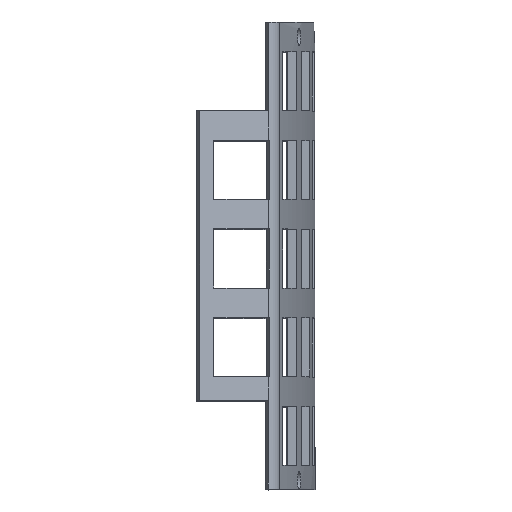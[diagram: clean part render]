
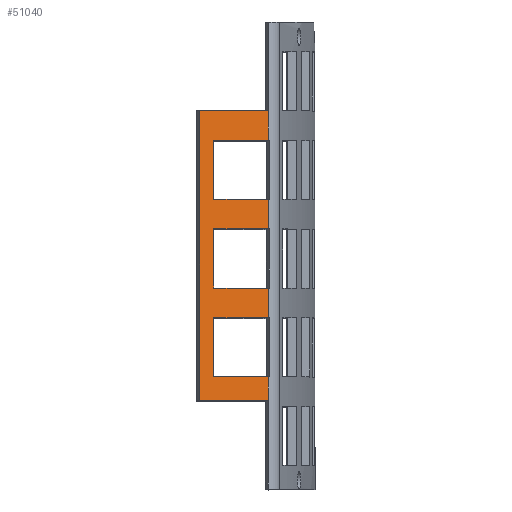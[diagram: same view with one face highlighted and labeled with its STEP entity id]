
A CAD part, top view. The second image highlights one B-rep face of the part: STEP entity #51040.
In plain terms, the highlighted planar face has unit normal (0.342, 0, 0.94).
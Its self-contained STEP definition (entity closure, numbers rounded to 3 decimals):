
#8900=CARTESIAN_POINT('',(158.613,-5.5,46.39));
#8910=VERTEX_POINT('',#8900);
#9070=CARTESIAN_POINT('',(158.613,4.5,46.39));
#9080=VERTEX_POINT('',#9070);
#9110=CARTESIAN_POINT('',(158.613,0.,46.39));
#9120=DIRECTION('',(0.,-1.,0.));
#9130=VECTOR('',#9120,1.);
#9140=LINE('',#9110,#9130);
#9150=CARTESIAN_POINT('',(158.613,9.5,46.39));
#9160=VERTEX_POINT('',#9150);
#9170=EDGE_CURVE('',#9160,#9080,#9140,.T.);
#9410=CARTESIAN_POINT('',(158.613,19.5,46.39));
#9420=VERTEX_POINT('',#9410);
#9450=CARTESIAN_POINT('',(158.613,0.,46.39));
#9460=DIRECTION('',(0.,-1.,0.));
#9470=VECTOR('',#9460,1.);
#9480=LINE('',#9450,#9470);
#9490=CARTESIAN_POINT('',(158.613,24.5,46.39));
#9500=VERTEX_POINT('',#9490);
#9510=EDGE_CURVE('',#9500,#9420,#9480,.T.);
#9810=CARTESIAN_POINT('',(158.613,-24.5,46.39));
#9820=VERTEX_POINT('',#9810);
#9850=CARTESIAN_POINT('',(158.613,0.,46.39));
#9860=DIRECTION('',(0.,-1.,0.));
#9870=VECTOR('',#9860,1.);
#9880=LINE('',#9850,#9870);
#9890=CARTESIAN_POINT('',(158.613,-20.5,46.39));
#9900=VERTEX_POINT('',#9890);
#9910=EDGE_CURVE('',#9900,#9820,#9880,.T.);
#10150=CARTESIAN_POINT('',(158.613,-10.5,46.39));
#10160=VERTEX_POINT('',#10150);
#10190=CARTESIAN_POINT('',(158.613,0.,46.39));
#10200=DIRECTION('',(0.,-1.,0.));
#10210=VECTOR('',#10200,1.);
#10220=LINE('',#10190,#10210);
#10230=EDGE_CURVE('',#8910,#10160,#10220,.T.);
#50050=CARTESIAN_POINT('',(147.036,0.,50.604));
#50060=DIRECTION('',(-0.342,0.,-0.94));
#50070=DIRECTION('',(0.94,0.,-0.342));
#50080=AXIS2_PLACEMENT_3D('',#50050,#50060,#50070);
#50090=PLANE('',#50080);
#50100=ORIENTED_EDGE('',*,*,#10230,.F.);
#50110=CARTESIAN_POINT('',(153.999,-10.5,48.07));
#50120=DIRECTION('',(-0.94,0.,
0.342));
#50130=VECTOR('',#50120,1.);
#50140=LINE('',#50110,#50130);
#50150=CARTESIAN_POINT('',(149.385,-10.5,49.749));
#50160=VERTEX_POINT('',#50150);
#50170=EDGE_CURVE('',#10160,#50160,#50140,.T.);
#50180=ORIENTED_EDGE('',*,*,#50170,.F.);
#50190=CARTESIAN_POINT('',(149.385,-15.5,49.749));
#50200=DIRECTION('',(0.,1.,0.));
#50210=VECTOR('',#50200,1.);
#50220=LINE('',#50190,#50210);
#50230=CARTESIAN_POINT('',(149.385,-20.5,49.749));
#50240=VERTEX_POINT('',#50230);
#50250=EDGE_CURVE('',#50240,#50160,#50220,.T.);
#50260=ORIENTED_EDGE('',*,*,#50250,.T.);
#50270=CARTESIAN_POINT('',(153.999,-20.5,48.07));
#50280=DIRECTION('',(-0.94,0.,
0.342));
#50290=VECTOR('',#50280,1.);
#50300=LINE('',#50270,#50290);
#50310=EDGE_CURVE('',#9900,#50240,#50300,.T.);
#50320=ORIENTED_EDGE('',*,*,#50310,.T.);
#50330=ORIENTED_EDGE('',*,*,#9910,.F.);
#50340=CARTESIAN_POINT('',(152.825,-24.5,48.497));
#50350=DIRECTION('',(0.94,0.,-0.342));
#50360=VECTOR('',#50350,1.);
#50370=LINE('',#50340,#50360);
#50380=CARTESIAN_POINT('',(147.036,-24.5,50.604));
#50390=VERTEX_POINT('',#50380);
#50400=EDGE_CURVE('',#50390,#9820,#50370,.T.);
#50410=ORIENTED_EDGE('',*,*,#50400,.T.);
#50420=CARTESIAN_POINT('',(147.036,0.,50.604));
#50430=DIRECTION('',(0.,-1.,0.));
#50440=VECTOR('',#50430,1.);
#50450=LINE('',#50420,#50440);
#50460=CARTESIAN_POINT('',(147.036,24.5,50.604));
#50470=VERTEX_POINT('',#50460);
#50480=EDGE_CURVE('',#50470,#50390,#50450,.T.);
#50490=ORIENTED_EDGE('',*,*,#50480,.T.);
#50500=CARTESIAN_POINT('',(152.825,24.5,48.497));
#50510=DIRECTION('',(0.94,0.,-0.342));
#50520=VECTOR('',#50510,1.);
#50530=LINE('',#50500,#50520);
#50540=EDGE_CURVE('',#50470,#9500,#50530,.T.);
#50550=ORIENTED_EDGE('',*,*,#50540,.F.);
#50560=ORIENTED_EDGE('',*,*,#9510,.F.);
#50570=CARTESIAN_POINT('',(153.999,19.5,48.07));
#50580=DIRECTION('',(-0.94,0.,
0.342));
#50590=VECTOR('',#50580,1.);
#50600=LINE('',#50570,#50590);
#50610=CARTESIAN_POINT('',(149.385,19.5,49.749));
#50620=VERTEX_POINT('',#50610);
#50630=EDGE_CURVE('',#9420,#50620,#50600,.T.);
#50640=ORIENTED_EDGE('',*,*,#50630,.F.);
#50650=CARTESIAN_POINT('',(149.385,14.5,49.749));
#50660=DIRECTION('',(0.,1.,0.));
#50670=VECTOR('',#50660,1.);
#50680=LINE('',#50650,#50670);
#50690=CARTESIAN_POINT('',(149.385,9.5,49.749));
#50700=VERTEX_POINT('',#50690);
#50710=EDGE_CURVE('',#50700,#50620,#50680,.T.);
#50720=ORIENTED_EDGE('',*,*,#50710,.T.);
#50730=CARTESIAN_POINT('',(153.999,9.5,48.07));
#50740=DIRECTION('',(-0.94,0.,
0.342));
#50750=VECTOR('',#50740,1.);
#50760=LINE('',#50730,#50750);
#50770=EDGE_CURVE('',#9160,#50700,#50760,.T.);
#50780=ORIENTED_EDGE('',*,*,#50770,.T.);
#50790=ORIENTED_EDGE('',*,*,#9170,.F.);
#50800=CARTESIAN_POINT('',(153.999,4.5,48.07));
#50810=DIRECTION('',(-0.94,0.,
0.342));
#50820=VECTOR('',#50810,1.);
#50830=LINE('',#50800,#50820);
#50840=CARTESIAN_POINT('',(149.385,4.5,49.749));
#50850=VERTEX_POINT('',#50840);
#50860=EDGE_CURVE('',#9080,#50850,#50830,.T.);
#50870=ORIENTED_EDGE('',*,*,#50860,.F.);
#50880=CARTESIAN_POINT('',(149.385,-0.5,49.749));
#50890=DIRECTION('',(0.,1.,0.));
#50900=VECTOR('',#50890,1.);
#50910=LINE('',#50880,#50900);
#50920=CARTESIAN_POINT('',(149.385,-5.5,49.749));
#50930=VERTEX_POINT('',#50920);
#50940=EDGE_CURVE('',#50930,#50850,#50910,.T.);
#50950=ORIENTED_EDGE('',*,*,#50940,.T.);
#50960=CARTESIAN_POINT('',(153.999,-5.5,48.07));
#50970=DIRECTION('',(-0.94,0.,
0.342));
#50980=VECTOR('',#50970,1.);
#50990=LINE('',#50960,#50980);
#51000=EDGE_CURVE('',#8910,#50930,#50990,.T.);
#51010=ORIENTED_EDGE('',*,*,#51000,.T.);
#51020=EDGE_LOOP('',(#51010,#50950,#50870,#50790,#50780,#50720,#50640,
#50560,#50550,#50490,#50410,#50330,#50320,#50260,#50180,#50100));
#51030=FACE_OUTER_BOUND('',#51020,.T.);
#51040=ADVANCED_FACE('',(#51030),#50090,.F.);
